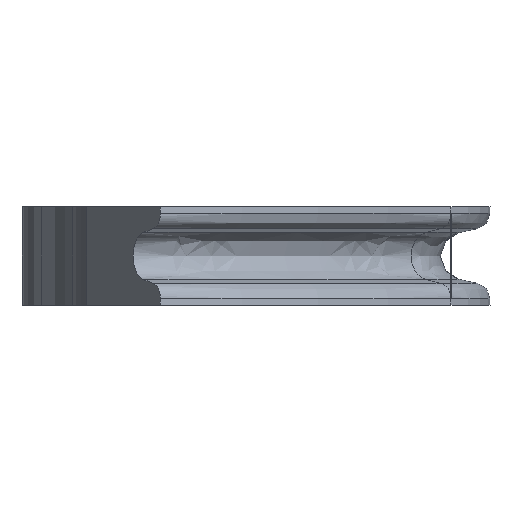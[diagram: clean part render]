
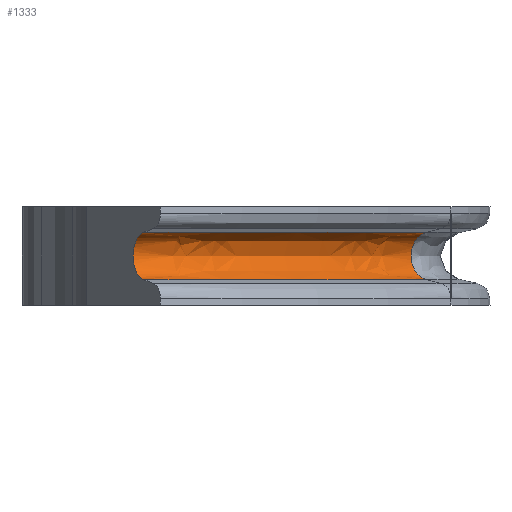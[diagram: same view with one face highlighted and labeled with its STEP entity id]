
A CAD part, left-side view. The second image highlights one B-rep face of the part: STEP entity #1333.
In plain terms, the highlighted free-form (B-spline) face has degree [2, 2] with [5, 3] control points.
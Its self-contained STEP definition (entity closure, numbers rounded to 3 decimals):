
#44=(
BOUNDED_SURFACE()
B_SPLINE_SURFACE(2,2,((#2963,#2964,#2965),(#2966,#2967,#2968),(#2969,#2970,
#2971),(#2972,#2973,#2974),(#2975,#2976,#2977)),.UNSPECIFIED.,.F.,.F.,.F.)
B_SPLINE_SURFACE_WITH_KNOTS((3,2,3),(3,3),(-2.725,-1.363,
0.),(0.,0.364),.UNSPECIFIED.)
GEOMETRIC_REPRESENTATION_ITEM()
RATIONAL_B_SPLINE_SURFACE(((1.,0.983,1.),(0.777,
0.764,0.777),(1.,0.983,1.),(0.777,
0.764,0.777),(1.,0.983,1.)))
REPRESENTATION_ITEM('')
SURFACE()
);
#91=FACE_OUTER_BOUND('',#164,.T.);
#164=EDGE_LOOP('',(#994,#995,#996,#997));
#220=CIRCLE('',#1431,1.25);
#229=CIRCLE('',#1440,1.25);
#230=CIRCLE('',#1441,55.844);
#231=CIRCLE('',#1442,55.844);
#575=VERTEX_POINT('',#2918);
#576=VERTEX_POINT('',#2919);
#579=VERTEX_POINT('',#2978);
#580=VERTEX_POINT('',#2979);
#737=EDGE_CURVE('',#575,#576,#220,.T.);
#748=EDGE_CURVE('',#579,#580,#229,.T.);
#749=EDGE_CURVE('',#579,#575,#230,.T.);
#750=EDGE_CURVE('',#580,#576,#231,.T.);
#994=ORIENTED_EDGE('',*,*,#748,.F.);
#995=ORIENTED_EDGE('',*,*,#749,.T.);
#996=ORIENTED_EDGE('',*,*,#737,.T.);
#997=ORIENTED_EDGE('',*,*,#750,.F.);
#1333=ADVANCED_FACE('',(#91),#44,.F.);
#1431=AXIS2_PLACEMENT_3D('',#2920,#1645,#1646);
#1440=AXIS2_PLACEMENT_3D('',#2980,#1665,#1666);
#1441=AXIS2_PLACEMENT_3D('',#2981,#1667,#1668);
#1442=AXIS2_PLACEMENT_3D('',#2982,#1669,#1670);
#1645=DIRECTION('center_axis',(0.813,-0.583,0.));
#1646=DIRECTION('ref_axis',(0.12,0.168,0.978));
#1665=DIRECTION('center_axis',(0.551,-0.834,0.));
#1666=DIRECTION('ref_axis',(0.172,0.114,0.978));
#1667=DIRECTION('center_axis',(0.,0.,
1.));
#1668=DIRECTION('ref_axis',(-0.835,-0.55,0.));
#1669=DIRECTION('center_axis',(0.,0.,
1.));
#1670=DIRECTION('ref_axis',(-0.835,-0.55,0.));
#2918=CARTESIAN_POINT('',(4.633,-20.741,-1.223));
#2919=CARTESIAN_POINT('',(4.633,-20.741,1.223));
#2920=CARTESIAN_POINT('Origin',(4.483,-20.951,0.));
#2963=CARTESIAN_POINT('Ctrl Pts',(-9.376,-6.139,-1.223));
#2964=CARTESIAN_POINT('Ctrl Pts',(-3.716,-14.731,-1.223));
#2965=CARTESIAN_POINT('Ctrl Pts',(4.633,-20.741,-1.223));
#2966=CARTESIAN_POINT('Ctrl Pts',(-8.548,-5.592,-1.014));
#2967=CARTESIAN_POINT('Ctrl Pts',(-2.99,-14.031,-1.014));
#2968=CARTESIAN_POINT('Ctrl Pts',(5.212,-19.935,-1.014));
#2969=CARTESIAN_POINT('Ctrl Pts',(-8.548,-5.592,0.));
#2970=CARTESIAN_POINT('Ctrl Pts',(-2.99,-14.031,0.));
#2971=CARTESIAN_POINT('Ctrl Pts',(5.212,-19.935,0.));
#2972=CARTESIAN_POINT('Ctrl Pts',(-8.548,-5.592,1.014));
#2973=CARTESIAN_POINT('Ctrl Pts',(-2.99,-14.031,1.014));
#2974=CARTESIAN_POINT('Ctrl Pts',(5.212,-19.935,1.014));
#2975=CARTESIAN_POINT('Ctrl Pts',(-9.376,-6.139,1.223));
#2976=CARTESIAN_POINT('Ctrl Pts',(-3.716,-14.731,1.223));
#2977=CARTESIAN_POINT('Ctrl Pts',(4.633,-20.741,1.223));
#2978=CARTESIAN_POINT('',(-9.376,-6.139,-1.223));
#2979=CARTESIAN_POINT('',(-9.376,-6.139,1.223));
#2980=CARTESIAN_POINT('Origin',(-9.591,-6.282,0.));
#2981=CARTESIAN_POINT('Origin',(37.259,24.581,-1.223));
#2982=CARTESIAN_POINT('Origin',(37.259,24.581,1.223));
